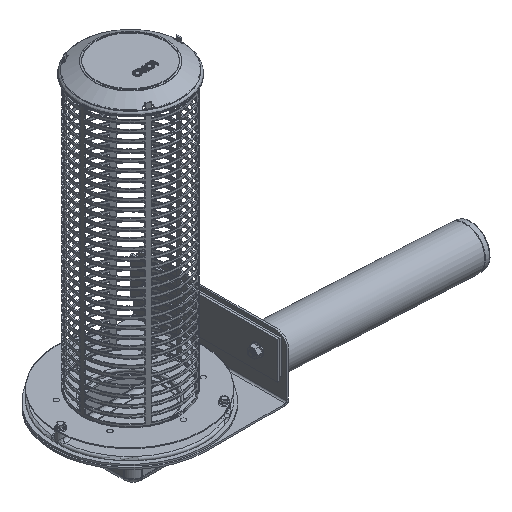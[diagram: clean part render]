
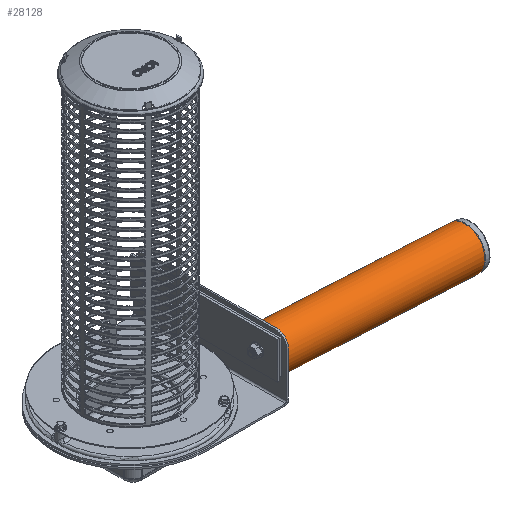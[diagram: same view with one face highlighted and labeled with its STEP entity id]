
A CAD part, isometric view. The second image highlights one B-rep face of the part: STEP entity #28128.
In plain terms, the highlighted cylindrical face has radius 365 mm (diameter 730 mm), a full revolution.
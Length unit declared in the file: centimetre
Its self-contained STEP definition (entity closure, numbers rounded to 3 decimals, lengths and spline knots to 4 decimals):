
#1105=CYLINDRICAL_SURFACE('',#29780,36.5);
#2273=FACE_OUTER_BOUND('',#3868,.T.);
#3868=EDGE_LOOP('',(#19654,#19655,#19656,#19657,#19658,#19659,#19660,#19661,
#19662,#19663,#19664,#19665,#19666,#19667,#19668,#19669,#19670));
#5867=CIRCLE('',#29729,36.5);
#5869=CIRCLE('',#29731,36.5);
#5870=CIRCLE('',#29732,36.5);
#5871=CIRCLE('',#29733,36.5);
#5872=CIRCLE('',#29734,36.5);
#5873=CIRCLE('',#29735,36.5);
#5875=CIRCLE('',#29737,36.5);
#5876=CIRCLE('',#29738,36.5);
#5878=CIRCLE('',#29740,36.5);
#5879=CIRCLE('',#29741,36.5);
#5880=CIRCLE('',#29742,36.5);
#5881=CIRCLE('',#29743,36.5);
#5882=CIRCLE('',#29744,36.5);
#5884=CIRCLE('',#29746,36.5);
#5896=CIRCLE('',#29779,36.5);
#7718=LINE('',#43494,#10097);
#10097=VECTOR('',#33305,36.5);
#12445=VERTEX_POINT('',#42936);
#12446=VERTEX_POINT('',#42938);
#12448=VERTEX_POINT('',#42971);
#12452=VERTEX_POINT('',#43084);
#12453=VERTEX_POINT('',#43086);
#12454=VERTEX_POINT('',#43088);
#12455=VERTEX_POINT('',#43090);
#12457=VERTEX_POINT('',#43123);
#12459=VERTEX_POINT('',#43228);
#12461=VERTEX_POINT('',#43261);
#12465=VERTEX_POINT('',#43374);
#12466=VERTEX_POINT('',#43376);
#12467=VERTEX_POINT('',#43378);
#12468=VERTEX_POINT('',#43380);
#12488=VERTEX_POINT('',#43490);
#15184=EDGE_CURVE('',#12445,#12446,#5867,.T.);
#15188=EDGE_CURVE('',#12448,#12445,#5869,.T.);
#15193=EDGE_CURVE('',#12452,#12453,#5870,.T.);
#15194=EDGE_CURVE('',#12453,#12454,#5871,.T.);
#15195=EDGE_CURVE('',#12454,#12455,#5872,.T.);
#15196=EDGE_CURVE('',#12455,#12448,#5873,.T.);
#15199=EDGE_CURVE('',#12457,#12452,#5875,.T.);
#15202=EDGE_CURVE('',#12459,#12457,#5876,.T.);
#15205=EDGE_CURVE('',#12461,#12459,#5878,.T.);
#15210=EDGE_CURVE('',#12465,#12466,#5879,.T.);
#15211=EDGE_CURVE('',#12466,#12467,#5880,.T.);
#15212=EDGE_CURVE('',#12467,#12468,#5881,.T.);
#15213=EDGE_CURVE('',#12468,#12461,#5882,.T.);
#15215=EDGE_CURVE('',#12446,#12465,#5884,.T.);
#15253=EDGE_CURVE('',#12488,#12488,#5896,.T.);
#15255=EDGE_CURVE('',#12454,#12488,#7718,.T.);
#19654=ORIENTED_EDGE('',*,*,#15212,.F.);
#19655=ORIENTED_EDGE('',*,*,#15211,.F.);
#19656=ORIENTED_EDGE('',*,*,#15210,.F.);
#19657=ORIENTED_EDGE('',*,*,#15215,.F.);
#19658=ORIENTED_EDGE('',*,*,#15184,.F.);
#19659=ORIENTED_EDGE('',*,*,#15188,.F.);
#19660=ORIENTED_EDGE('',*,*,#15196,.F.);
#19661=ORIENTED_EDGE('',*,*,#15195,.F.);
#19662=ORIENTED_EDGE('',*,*,#15255,.T.);
#19663=ORIENTED_EDGE('',*,*,#15253,.T.);
#19664=ORIENTED_EDGE('',*,*,#15255,.F.);
#19665=ORIENTED_EDGE('',*,*,#15194,.F.);
#19666=ORIENTED_EDGE('',*,*,#15193,.F.);
#19667=ORIENTED_EDGE('',*,*,#15199,.F.);
#19668=ORIENTED_EDGE('',*,*,#15202,.F.);
#19669=ORIENTED_EDGE('',*,*,#15205,.F.);
#19670=ORIENTED_EDGE('',*,*,#15213,.F.);
#28128=ADVANCED_FACE('',(#2273),#1105,.T.);
#29729=AXIS2_PLACEMENT_3D('',#42939,#33160,#33161);
#29731=AXIS2_PLACEMENT_3D('',#42973,#33166,#33167);
#29732=AXIS2_PLACEMENT_3D('',#43087,#33172,#33173);
#29733=AXIS2_PLACEMENT_3D('',#43089,#33174,#33175);
#29734=AXIS2_PLACEMENT_3D('',#43091,#33176,#33177);
#29735=AXIS2_PLACEMENT_3D('',#43092,#33178,#33179);
#29737=AXIS2_PLACEMENT_3D('',#43125,#33183,#33184);
#29738=AXIS2_PLACEMENT_3D('',#43230,#33187,#33188);
#29740=AXIS2_PLACEMENT_3D('',#43263,#33192,#33193);
#29741=AXIS2_PLACEMENT_3D('',#43377,#33198,#33199);
#29742=AXIS2_PLACEMENT_3D('',#43379,#33200,#33201);
#29743=AXIS2_PLACEMENT_3D('',#43381,#33202,#33203);
#29744=AXIS2_PLACEMENT_3D('',#43382,#33204,#33205);
#29746=AXIS2_PLACEMENT_3D('',#43412,#33208,#33209);
#29779=AXIS2_PLACEMENT_3D('',#43491,#33300,#33301);
#29780=AXIS2_PLACEMENT_3D('',#43493,#33303,#33304);
#33160=DIRECTION('center_axis',(-0.999,0.,
0.052));
#33161=DIRECTION('ref_axis',(0.052,0.,0.999));
#33166=DIRECTION('center_axis',(-0.999,0.,
0.052));
#33167=DIRECTION('ref_axis',(0.052,0.,0.999));
#33172=DIRECTION('center_axis',(-0.999,0.,
0.052));
#33173=DIRECTION('ref_axis',(0.052,0.,0.999));
#33174=DIRECTION('center_axis',(-0.999,0.,
0.052));
#33175=DIRECTION('ref_axis',(0.052,0.,0.999));
#33176=DIRECTION('center_axis',(-0.999,0.,
0.052));
#33177=DIRECTION('ref_axis',(0.052,0.,0.999));
#33178=DIRECTION('center_axis',(-0.999,0.,
0.052));
#33179=DIRECTION('ref_axis',(0.052,0.,0.999));
#33183=DIRECTION('center_axis',(-0.999,0.,
0.052));
#33184=DIRECTION('ref_axis',(0.052,0.,0.999));
#33187=DIRECTION('center_axis',(-0.999,0.,
0.052));
#33188=DIRECTION('ref_axis',(0.052,0.,0.999));
#33192=DIRECTION('center_axis',(-0.999,0.,
0.052));
#33193=DIRECTION('ref_axis',(0.052,0.,0.999));
#33198=DIRECTION('center_axis',(-0.999,0.,
0.052));
#33199=DIRECTION('ref_axis',(0.052,0.,0.999));
#33200=DIRECTION('center_axis',(-0.999,0.,
0.052));
#33201=DIRECTION('ref_axis',(0.052,0.,0.999));
#33202=DIRECTION('center_axis',(-0.999,0.,
0.052));
#33203=DIRECTION('ref_axis',(0.052,0.,0.999));
#33204=DIRECTION('center_axis',(-0.999,0.,
0.052));
#33205=DIRECTION('ref_axis',(0.052,0.,0.999));
#33208=DIRECTION('center_axis',(-0.999,0.,
0.052));
#33209=DIRECTION('ref_axis',(0.052,0.,0.999));
#33300=DIRECTION('center_axis',(-0.999,0.,
0.052));
#33301=DIRECTION('ref_axis',(0.052,0.,0.999));
#33303=DIRECTION('center_axis',(-0.999,0.,
0.052));
#33304=DIRECTION('ref_axis',(0.052,0.,0.999));
#33305=DIRECTION('',(0.999,0.,-0.052));
#42936=CARTESIAN_POINT('',(339.5541,-31.2238,-51.161));
#42938=CARTESIAN_POINT('',(341.5327,-31.2238,-13.4067));
#42939=CARTESIAN_POINT('Origin',(340.5434,0.,-32.2839));
#42971=CARTESIAN_POINT('',(339.2673,-27.1611,-56.6333));
#42973=CARTESIAN_POINT('Origin',(340.5434,0.,-32.2839));
#43084=CARTESIAN_POINT('',(339.2673,27.1611,-56.6333));
#43086=CARTESIAN_POINT('',(339.015,21.8937,-61.4486));
#43087=CARTESIAN_POINT('Origin',(340.5434,0.,-32.2839));
#43088=CARTESIAN_POINT('',(338.6332,0.,-68.7339));
#43089=CARTESIAN_POINT('Origin',(340.5434,0.,-32.2839));
#43090=CARTESIAN_POINT('',(339.015,-21.8937,-61.4486));
#43091=CARTESIAN_POINT('Origin',(340.5434,0.,-32.2839));
#43092=CARTESIAN_POINT('Origin',(340.5434,0.,-32.2839));
#43123=CARTESIAN_POINT('',(339.5541,31.2238,-51.161));
#43125=CARTESIAN_POINT('Origin',(340.5434,0.,-32.2839));
#43228=CARTESIAN_POINT('',(341.5327,31.2238,-13.4067));
#43230=CARTESIAN_POINT('Origin',(340.5434,0.,-32.2839));
#43261=CARTESIAN_POINT('',(341.8195,27.1611,-7.9345));
#43263=CARTESIAN_POINT('Origin',(340.5434,0.,-32.2839));
#43374=CARTESIAN_POINT('',(341.8195,-27.1611,-7.9345));
#43376=CARTESIAN_POINT('',(342.0719,-21.8937,-3.1192));
#43377=CARTESIAN_POINT('Origin',(340.5434,0.,-32.2839));
#43378=CARTESIAN_POINT('',(342.4537,0.,4.1661));
#43379=CARTESIAN_POINT('Origin',(340.5434,0.,-32.2839));
#43380=CARTESIAN_POINT('',(342.0719,21.8937,-3.1192));
#43381=CARTESIAN_POINT('Origin',(340.5434,0.,-32.2839));
#43382=CARTESIAN_POINT('Origin',(340.5434,0.,-32.2839));
#43412=CARTESIAN_POINT('Origin',(340.5434,0.,-32.2839));
#43490=CARTESIAN_POINT('',(724.1042,0.,-88.9355));
#43491=CARTESIAN_POINT('Origin',(726.0144,0.,-52.4856));
#43493=CARTESIAN_POINT('Origin',(533.2789,0.,-42.3847));
#43494=CARTESIAN_POINT('',(531.3687,0.,-78.8347));
